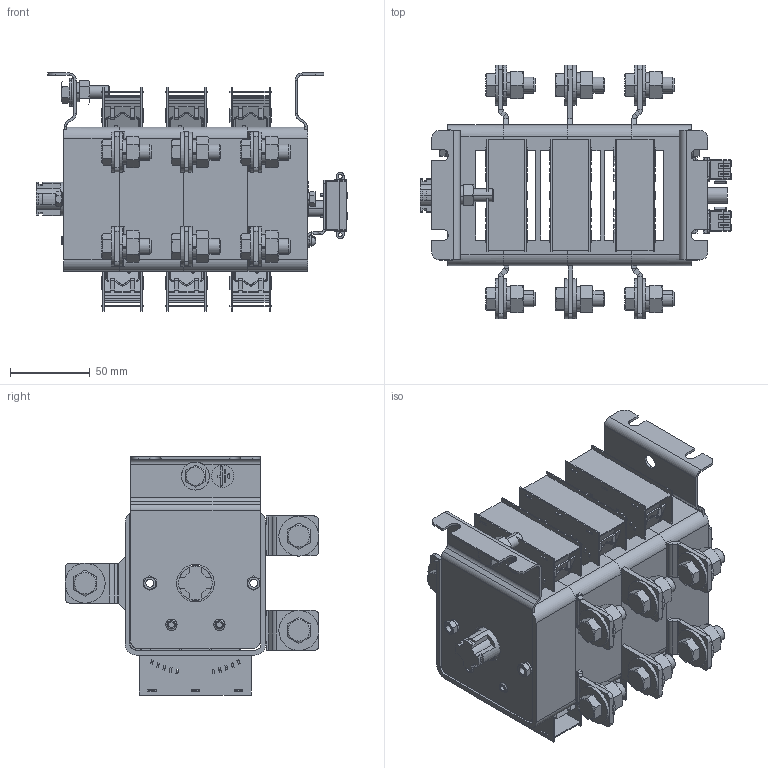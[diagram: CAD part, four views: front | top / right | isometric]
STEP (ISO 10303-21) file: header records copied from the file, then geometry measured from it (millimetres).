
FILE_DESCRIPTION (( 'STEP AP203' ), '1' );
FILE_NAME ('ÂÐ32-35 2 íàïðàâëåíèÿ.STEP', '2014-06-25T10:34:19', ( 'admin' ), ( 'Microsoft' ), 'SwSTEP 2.0', 'SolidWorks 2007', '' );
FILE_SCHEMA (( 'CONFIG_CONTROL_DESIGN' ));
Products named in the file (1): ÂÐ32-35 2 íàïðàâëåíèÿ
Bounding box: 194.74 x 158.7 x 149 mm (x, y, z)
Surface area: 310671 mm2 (no closed solid volume)
Topology: 0 solids, 217 shells, 2056 faces, 11194 edges, 9070 vertices
Faces by surface type: plane 1280, cylinder 525, cone 126, torus 116, bspline 5, sphere 4
Entity records: 112046 total; most frequent: CARTESIAN_POINT 25635, DIRECTION 17218, ORIENTED_EDGE 14903, EDGE_CURVE 11194, VERTEX_POINT 9070, VECTOR 8596, LINE 8596, AXIS2_PLACEMENT_3D 4311
